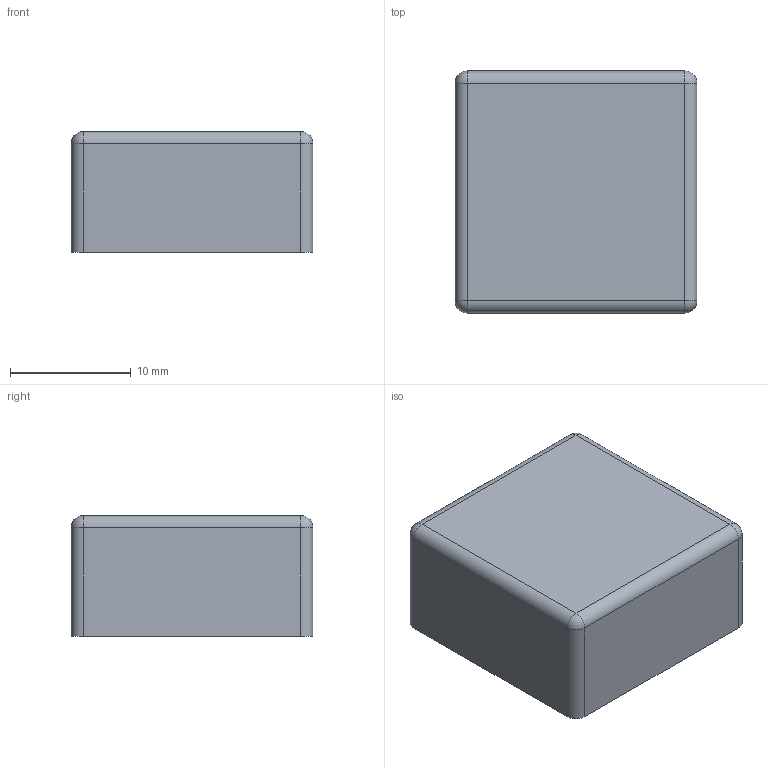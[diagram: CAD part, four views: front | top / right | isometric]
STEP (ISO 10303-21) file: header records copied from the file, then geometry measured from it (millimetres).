
FILE_DESCRIPTION(/* description */ (''),/* implementation_level */ '2;1');
FILE_NAME(/* name */ 'cuboid_20.step',/* time_stamp */ '2024-07-01T16:44:42+02:00',/* author */ (''),/* organization */ (''),/* preprocessor_version */ 'ST-DEVELOPER v20',/* originating_system */ 'Autodesk Translation Framework v13.14.0.145',/* authorisation */ '');
FILE_SCHEMA (('AUTOMOTIVE_DESIGN { 1 0 10303 214 3 1 1 }'));
Length unit declared in the file: millimetre
Products named in the file (1): cuboid_20
Bounding box: 20 x 20 x 10 mm (x, y, z)
Volume: 3974.9 mm3; surface area: 1547.1 mm2
Topology: 1 solids, 1 shells, 18 faces, 36 edges, 20 vertices
Faces by surface type: cylinder 8, plane 6, sphere 4
Entity records: 493 total; most frequent: DIRECTION 90, CARTESIAN_POINT 75, ORIENTED_EDGE 72, EDGE_CURVE 36, AXIS2_PLACEMENT_3D 35, LINE 20, VECTOR 20, VERTEX_POINT 20
